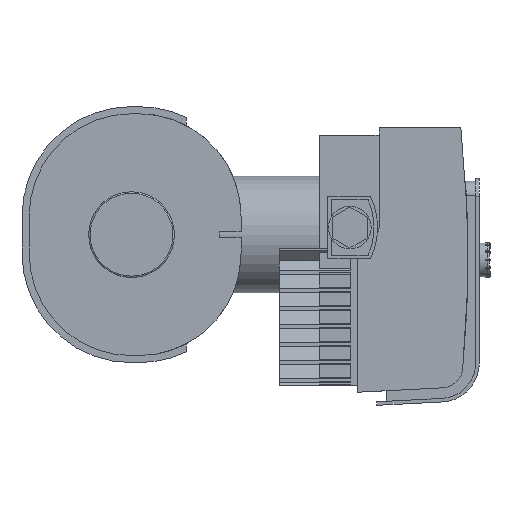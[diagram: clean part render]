
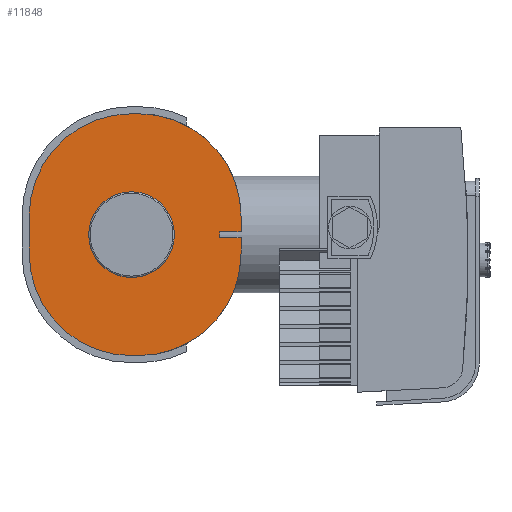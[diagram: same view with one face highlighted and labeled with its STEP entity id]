
A CAD part, left-side view. The second image highlights one B-rep face of the part: STEP entity #11848.
In plain terms, the highlighted planar face has unit normal (-1, 0, 0).
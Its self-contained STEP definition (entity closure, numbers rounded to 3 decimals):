
#524=PLANE('',#12972);
#1160=FACE_OUTER_BOUND('',#1849,.T.);
#1849=EDGE_LOOP('',(#10565,#10566,#10567,#10568,#10569,#10570,#10571,#10572,
#10573,#10574,#10575,#10576));
#3006=LINE('',#19570,#4182);
#3008=LINE('',#19574,#4184);
#3010=LINE('',#19579,#4186);
#3016=LINE('',#19590,#4192);
#3020=LINE('',#19596,#4196);
#3053=LINE('',#19697,#4229);
#3058=LINE('',#19709,#4234);
#3063=LINE('',#19721,#4239);
#4182=VECTOR('',#15930,10.);
#4184=VECTOR('',#15934,10.);
#4186=VECTOR('',#15938,10.);
#4192=VECTOR('',#15948,10.);
#4196=VECTOR('',#15954,10.);
#4229=VECTOR('',#16051,10.);
#4234=VECTOR('',#16066,10.);
#4239=VECTOR('',#16081,10.);
#4797=CIRCLE('',#12917,72.);
#4818=CIRCLE('',#12961,72.);
#4819=CIRCLE('',#12966,72.);
#4820=CIRCLE('',#12971,72.);
#5716=VERTEX_POINT('',#19550);
#5717=VERTEX_POINT('',#19552);
#5724=VERTEX_POINT('',#19568);
#5725=VERTEX_POINT('',#19572);
#5726=VERTEX_POINT('',#19576);
#5727=VERTEX_POINT('',#19578);
#5730=VERTEX_POINT('',#19588);
#5767=VERTEX_POINT('',#19696);
#5768=VERTEX_POINT('',#19702);
#5769=VERTEX_POINT('',#19708);
#5770=VERTEX_POINT('',#19714);
#5771=VERTEX_POINT('',#19720);
#7318=EDGE_CURVE('',#5716,#5717,#4797,.T.);
#7327=EDGE_CURVE('',#5724,#5716,#3006,.T.);
#7329=EDGE_CURVE('',#5724,#5725,#3008,.T.);
#7331=EDGE_CURVE('',#5727,#5726,#3010,.T.);
#7337=EDGE_CURVE('',#5730,#5726,#3016,.T.);
#7341=EDGE_CURVE('',#5725,#5727,#3020,.T.);
#7391=EDGE_CURVE('',#5717,#5767,#3053,.T.);
#7394=EDGE_CURVE('',#5767,#5768,#4818,.T.);
#7397=EDGE_CURVE('',#5768,#5769,#3058,.T.);
#7400=EDGE_CURVE('',#5769,#5770,#4819,.T.);
#7403=EDGE_CURVE('',#5770,#5771,#3063,.T.);
#7407=EDGE_CURVE('',#5771,#5730,#4820,.T.);
#10565=ORIENTED_EDGE('',*,*,#7331,.T.);
#10566=ORIENTED_EDGE('',*,*,#7337,.F.);
#10567=ORIENTED_EDGE('',*,*,#7407,.F.);
#10568=ORIENTED_EDGE('',*,*,#7403,.F.);
#10569=ORIENTED_EDGE('',*,*,#7400,.F.);
#10570=ORIENTED_EDGE('',*,*,#7397,.F.);
#10571=ORIENTED_EDGE('',*,*,#7394,.F.);
#10572=ORIENTED_EDGE('',*,*,#7391,.F.);
#10573=ORIENTED_EDGE('',*,*,#7318,.F.);
#10574=ORIENTED_EDGE('',*,*,#7327,.F.);
#10575=ORIENTED_EDGE('',*,*,#7329,.T.);
#10576=ORIENTED_EDGE('',*,*,#7341,.T.);
#11848=ADVANCED_FACE('',(#1160),#524,.F.);
#12917=AXIS2_PLACEMENT_3D('',#19553,#15915,#15916);
#12961=AXIS2_PLACEMENT_3D('',#19703,#16058,#16059);
#12966=AXIS2_PLACEMENT_3D('',#19715,#16073,#16074);
#12971=AXIS2_PLACEMENT_3D('',#19727,#16089,#16090);
#12972=AXIS2_PLACEMENT_3D('',#19728,#16091,#16092);
#15915=DIRECTION('center_axis',(1.,0.,0.));
#15916=DIRECTION('ref_axis',(0.,-1.,0.));
#15930=DIRECTION('',(0.,0.,-1.));
#15934=DIRECTION('',(0.,1.,0.));
#15938=DIRECTION('',(0.,-1.,0.));
#15948=DIRECTION('',(0.,0.,-1.));
#15954=DIRECTION('',(0.,0.,1.));
#16051=DIRECTION('',(0.,1.,0.));
#16058=DIRECTION('center_axis',(1.,0.,0.));
#16059=DIRECTION('ref_axis',(0.,0.,-1.));
#16066=DIRECTION('',(0.,0.,1.));
#16073=DIRECTION('center_axis',(1.,0.,0.));
#16074=DIRECTION('ref_axis',(0.,1.,0.));
#16081=DIRECTION('',(0.,-1.,0.));
#16089=DIRECTION('center_axis',(1.,0.,0.));
#16090=DIRECTION('ref_axis',(0.,0.,1.));
#16091=DIRECTION('center_axis',(1.,0.,0.));
#16092=DIRECTION('ref_axis',(0.,0.,-1.));
#19550=CARTESIAN_POINT('',(10.,-77.,-13.));
#19552=CARTESIAN_POINT('',(10.,-5.,-85.));
#19553=CARTESIAN_POINT('Origin',(10.,-5.,-13.));
#19568=CARTESIAN_POINT('',(10.,-77.,-2.));
#19570=CARTESIAN_POINT('',(10.,-77.,13.));
#19572=CARTESIAN_POINT('',(10.,-62.,-2.));
#19574=CARTESIAN_POINT('',(10.,-39.75,-2.));
#19576=CARTESIAN_POINT('',(10.,-77.,2.));
#19578=CARTESIAN_POINT('',(10.,-62.,2.));
#19579=CARTESIAN_POINT('',(10.,-39.75,2.));
#19588=CARTESIAN_POINT('',(10.,-77.,13.));
#19590=CARTESIAN_POINT('',(10.,-77.,13.));
#19596=CARTESIAN_POINT('',(10.,-62.,0.));
#19696=CARTESIAN_POINT('',(10.,0.,-85.));
#19697=CARTESIAN_POINT('',(10.,-5.,-85.));
#19702=CARTESIAN_POINT('',(10.,72.,-13.));
#19703=CARTESIAN_POINT('Origin',(10.,0.,-13.));
#19708=CARTESIAN_POINT('',(10.,72.,13.));
#19709=CARTESIAN_POINT('',(10.,72.,-13.));
#19714=CARTESIAN_POINT('',(10.,0.,85.));
#19715=CARTESIAN_POINT('Origin',(10.,0.,13.));
#19720=CARTESIAN_POINT('',(10.,-5.,85.));
#19721=CARTESIAN_POINT('',(10.,0.,85.));
#19727=CARTESIAN_POINT('Origin',(10.,-5.,13.));
#19728=CARTESIAN_POINT('Origin',(10.,-2.5,0.));
